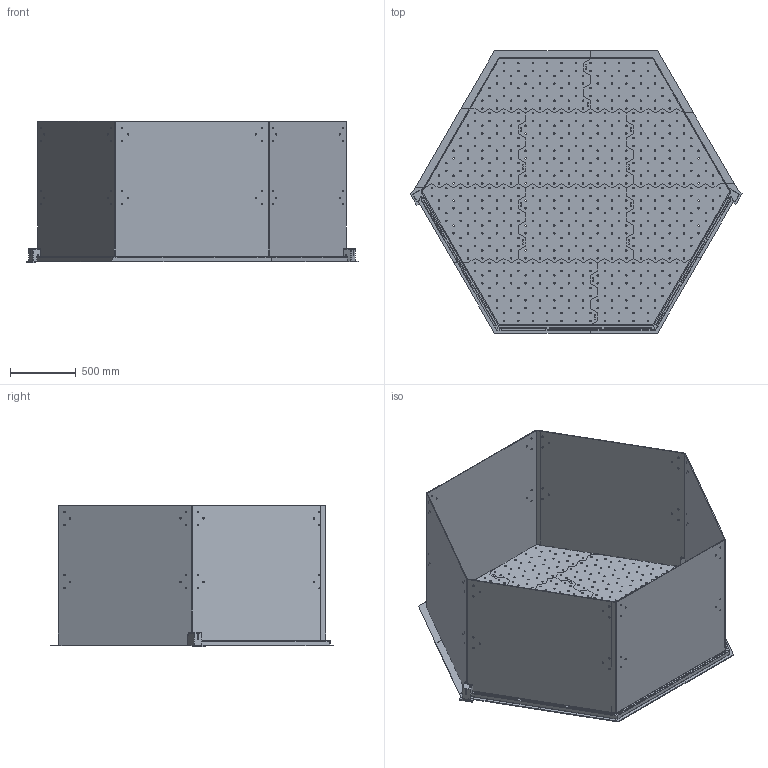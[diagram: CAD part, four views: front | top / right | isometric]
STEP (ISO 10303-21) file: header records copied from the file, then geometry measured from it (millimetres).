
FILE_DESCRIPTION(/* description */ ('STEP AP242','CAx-IF Rec.Pracs.---Representation and Presentation of Product Manufacturing Information (PMI)---4.0---2014-10-13','CAx-IF Rec.Pracs.---3D Tessellated Geometry---0.4---2014-09-14','2;1'),/* implementation_level */ '2;1');
FILE_NAME(/* name */ 'ArenaForFigures',/* time_stamp */ '2023-09-05T20:38:16Z',/* author */ (''),/* organization */ (''),/* preprocessor_version */ 'ST-DEVELOPER v19.4',/* originating_system */ ' ',/* authorisation */ ' ');
FILE_SCHEMA (('AP242_MANAGED_MODEL_BASED_3D_ENGINEERING_MIM_LF { 1 0 10303 442 1 1 4 }'));
Products named in the file (34): Floor Substitute; Start Floor Plug; Floor Extension; Return Floor Plug; ReturnChuteSeiling1; ReturnChuteSeiling2; ReturnChuteSeiling3; StartPortCeiling; StartPortBottomWall; StartPortTopWall; Wall6; Wall5; Wall4; Wall3; Wall2; Wall1; ReturnChute3; ReturnChute2; ChamberCeiling; StartPortLeftWall; ReturnChute1; ChamberBottomWall; ChamberRightWall; ChamberTopWall; P9; P8; P7; P6; P5; P4; P3; P2; P1; P0
Bounding box: 2533.52 x 2154.69 x 1079.5 mm (x, y, z)
Volume: 73530778.2 mm3; surface area: 24077493.3 mm2
Topology: 34 solids, 34 shells, 2460 faces, 7226 edges, 4834 vertices
Faces by surface type: plane 1722, cylinder 738
Full cylindrical faces by diameter (mm): 10 x72, 10.95 x662
Entity records: 81608 total; most frequent: CARTESIAN_POINT 13724, DIRECTION 12908, ORIENTED_EDGE 12888, EDGE_CURVE 6444, LINE 4968, VECTOR 4968, EDGE_LOOP 4848, FACE_BOUND 4848
